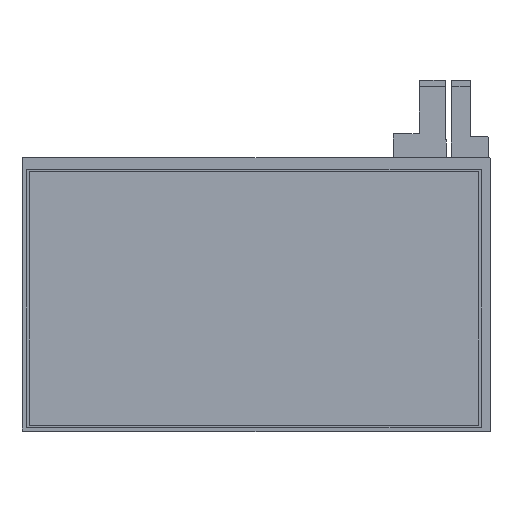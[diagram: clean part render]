
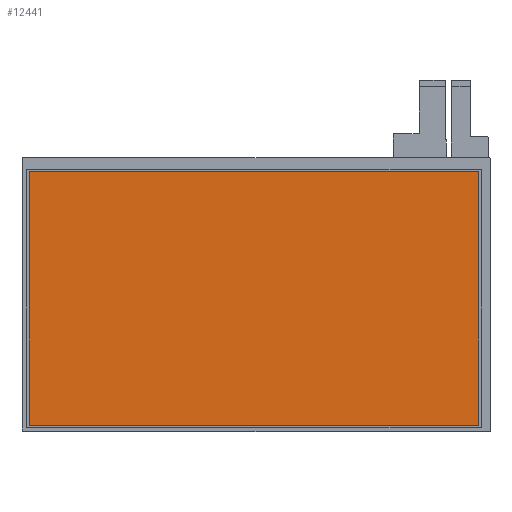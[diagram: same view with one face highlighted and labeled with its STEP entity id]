
A CAD part, top view. The second image highlights one B-rep face of the part: STEP entity #12441.
In plain terms, the highlighted planar face has unit normal (0, 0, 1).
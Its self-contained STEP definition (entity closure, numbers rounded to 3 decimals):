
#707=FACE_OUTER_BOUND('',#1305,.T.);
#1305=EDGE_LOOP('',(#11251,#11252,#11253,#11254));
#3029=LINE('',#19542,#4773);
#3033=LINE('',#19550,#4777);
#3036=LINE('',#19556,#4780);
#3039=LINE('',#19561,#4783);
#4773=VECTOR('',#16005,10.);
#4777=VECTOR('',#16011,10.);
#4780=VECTOR('',#16016,10.);
#4783=VECTOR('',#16021,10.);
#5959=VERTEX_POINT('',#19540);
#5960=VERTEX_POINT('',#19541);
#5963=VERTEX_POINT('',#19549);
#5965=VERTEX_POINT('',#19555);
#7713=EDGE_CURVE('',#5959,#5960,#3029,.T.);
#7717=EDGE_CURVE('',#5963,#5959,#3033,.T.);
#7720=EDGE_CURVE('',#5965,#5963,#3036,.T.);
#7723=EDGE_CURVE('',#5960,#5965,#3039,.T.);
#11251=ORIENTED_EDGE('',*,*,#7713,.T.);
#11252=ORIENTED_EDGE('',*,*,#7723,.T.);
#11253=ORIENTED_EDGE('',*,*,#7720,.T.);
#11254=ORIENTED_EDGE('',*,*,#7717,.T.);
#11847=PLANE('',#13075);
#12441=ADVANCED_FACE('',(#707),#11847,.T.);
#13075=AXIS2_PLACEMENT_3D('',#19584,#16047,#16048);
#16005=DIRECTION('',(1.,0.,0.));
#16011=DIRECTION('',(0.,-1.,0.));
#16016=DIRECTION('',(-1.,0.,0.));
#16021=DIRECTION('',(0.,1.,0.));
#16047=DIRECTION('center_axis',(0.,0.,1.));
#16048=DIRECTION('ref_axis',(1.,0.,0.));
#19540=CARTESIAN_POINT('',(-349.,-196.425,0.));
#19541=CARTESIAN_POINT('',(349.,-196.425,0.));
#19542=CARTESIAN_POINT('',(-172.925,-196.425,0.));
#19549=CARTESIAN_POINT('',(-349.,196.425,0.));
#19550=CARTESIAN_POINT('',(-349.,101.175,0.));
#19555=CARTESIAN_POINT('',(349.,196.425,0.));
#19556=CARTESIAN_POINT('',(176.075,196.425,0.));
#19561=CARTESIAN_POINT('',(349.,-95.25,0.));
#19584=CARTESIAN_POINT('Origin',(3.15,5.925,0.));
